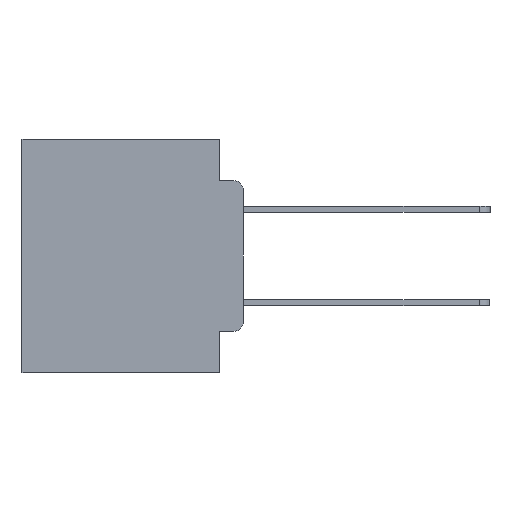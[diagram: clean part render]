
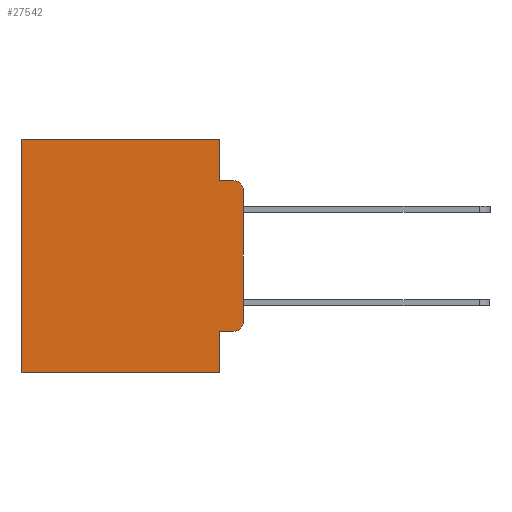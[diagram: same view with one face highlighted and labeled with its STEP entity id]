
A CAD part, left-side view. The second image highlights one B-rep face of the part: STEP entity #27542.
In plain terms, the highlighted planar face has unit normal (-1, 0, 0).
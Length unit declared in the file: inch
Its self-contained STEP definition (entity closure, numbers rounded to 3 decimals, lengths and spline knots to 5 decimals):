
#186 = DIRECTION ( 'NONE',  ( 0., 1., 0. ) ) ;
#1046 = DIRECTION ( 'NONE',  ( 0., 0., -1. ) ) ;
#1075 = DIRECTION ( 'NONE',  ( -1., 0., 0. ) ) ;
#1110 = CARTESIAN_POINT ( 'NONE',  ( 0.298, 0.02, -0.3915 ) ) ;
#1681 = EDGE_CURVE ( 'NONE', #17501, #16810, #11477, .T. ) ;
#2220 = CARTESIAN_POINT ( 'NONE',  ( 0.298, 0., -0.3915 ) ) ;
#2468 = CARTESIAN_POINT ( 'NONE',  ( 0.298, 0.051, 0. ) ) ;
#2758 = CIRCLE ( 'NONE', #22930, 0.02 ) ;
#2819 = VERTEX_POINT ( 'NONE', #17126 ) ;
#3043 = VERTEX_POINT ( 'NONE', #5592 ) ;
#3189 = EDGE_CURVE ( 'NONE', #21758, #12794, #2758, .T. ) ;
#3663 = ORIENTED_EDGE ( 'NONE', *, *, #14966, .F. ) ;
#3704 = DIRECTION ( 'NONE',  ( 0., -1., 0. ) ) ;
#4271 = LINE ( 'NONE', #19634, #15090 ) ;
#5130 = VERTEX_POINT ( 'NONE', #2468 ) ;
#5499 = CARTESIAN_POINT ( 'NONE',  ( 0.298, 0.051, -0.5 ) ) ;
#5592 = CARTESIAN_POINT ( 'NONE',  ( 0.298, 0.473, 0. ) ) ;
#5601 = EDGE_CURVE ( 'NONE', #24348, #21758, #19589, .T. ) ;
#5638 = FACE_OUTER_BOUND ( 'NONE', #24390, .T. ) ;
#6311 = CARTESIAN_POINT ( 'NONE',  ( 0.298, 0.051, -0.4115 ) ) ;
#6568 = VECTOR ( 'NONE', #3704, 39.37008 ) ;
#7096 = ORIENTED_EDGE ( 'NONE', *, *, #14450, .F. ) ;
#7449 = ORIENTED_EDGE ( 'NONE', *, *, #3189, .T. ) ;
#8535 = CARTESIAN_POINT ( 'NONE',  ( 0.298, 0.051, -0.4115 ) ) ;
#10163 = AXIS2_PLACEMENT_3D ( 'NONE', #23503, #10582, #25609 ) ;
#10322 = DIRECTION ( 'NONE',  ( 0., 1., 0. ) ) ;
#10582 = DIRECTION ( 'NONE',  ( -1., 0., 0. ) ) ;
#11127 = ORIENTED_EDGE ( 'NONE', *, *, #1681, .F. ) ;
#11477 = LINE ( 'NONE', #16724, #22977 ) ;
#12288 = LINE ( 'NONE', #16640, #6568 ) ;
#12480 = ORIENTED_EDGE ( 'NONE', *, *, #5601, .T. ) ;
#12655 = CARTESIAN_POINT ( 'NONE',  ( 0.298, 0.051, 0. ) ) ;
#12794 = VERTEX_POINT ( 'NONE', #2220 ) ;
#12855 = CARTESIAN_POINT ( 'NONE',  ( 0.298, 0., 0. ) ) ;
#13002 = VECTOR ( 'NONE', #27231, 39.37008 ) ;
#13180 = VECTOR ( 'NONE', #21235, 39.37008 ) ;
#13407 = CARTESIAN_POINT ( 'NONE',  ( 0.298, 0.02, -0.0885 ) ) ;
#13537 = DIRECTION ( 'NONE',  ( 0., 0., -1. ) ) ;
#13915 = EDGE_CURVE ( 'NONE', #2819, #19790, #12288, .T. ) ;
#14450 = EDGE_CURVE ( 'NONE', #5130, #2819, #21794, .T. ) ;
#14631 = CARTESIAN_POINT ( 'NONE',  ( 0.298, 0.02, -0.4115 ) ) ;
#14831 = DIRECTION ( 'NONE',  ( 0., 0., -1. ) ) ;
#14944 = PLANE ( 'NONE',  #16718 ) ;
#14966 = EDGE_CURVE ( 'NONE', #25486, #12794, #24451, .T. ) ;
#15032 = DIRECTION ( 'NONE',  ( 0., 0., -1. ) ) ;
#15090 = VECTOR ( 'NONE', #23866, 39.37008 ) ;
#16594 = CARTESIAN_POINT ( 'NONE',  ( 0.298, 0., 0. ) ) ;
#16640 = CARTESIAN_POINT ( 'NONE',  ( 0.298, 0.051, -0.0885 ) ) ;
#16718 = AXIS2_PLACEMENT_3D ( 'NONE', #12855, #27807, #15032 ) ;
#16724 = CARTESIAN_POINT ( 'NONE',  ( 0.298, 0., -0.5 ) ) ;
#16810 = VERTEX_POINT ( 'NONE', #22552 ) ;
#17126 = CARTESIAN_POINT ( 'NONE',  ( 0.298, 0.051, -0.0885 ) ) ;
#17501 = VERTEX_POINT ( 'NONE', #5499 ) ;
#17825 = VECTOR ( 'NONE', #13537, 39.37008 ) ;
#18839 = EDGE_CURVE ( 'NONE', #5130, #3043, #25212, .T. ) ;
#18909 = CARTESIAN_POINT ( 'NONE',  ( 0.298, 0., 0. ) ) ;
#19130 = EDGE_CURVE ( 'NONE', #3043, #16810, #24217, .T. ) ;
#19526 = VECTOR ( 'NONE', #10322, 39.37008 ) ;
#19589 = LINE ( 'NONE', #8535, #13180 ) ;
#19634 = CARTESIAN_POINT ( 'NONE',  ( 0.298, 0.051, 0. ) ) ;
#19681 = EDGE_CURVE ( 'NONE', #24348, #17501, #4271, .T. ) ;
#19790 = VERTEX_POINT ( 'NONE', #13407 ) ;
#19914 = ORIENTED_EDGE ( 'NONE', *, *, #19130, .T. ) ;
#20717 = CARTESIAN_POINT ( 'NONE',  ( 0.298, 0., -0.1085 ) ) ;
#21101 = VECTOR ( 'NONE', #14831, 39.37008 ) ;
#21235 = DIRECTION ( 'NONE',  ( 0., -1., 0. ) ) ;
#21605 = ORIENTED_EDGE ( 'NONE', *, *, #23642, .T. ) ;
#21758 = VERTEX_POINT ( 'NONE', #14631 ) ;
#21794 = LINE ( 'NONE', #12655, #21101 ) ;
#22266 = ORIENTED_EDGE ( 'NONE', *, *, #13915, .F. ) ;
#22552 = CARTESIAN_POINT ( 'NONE',  ( 0.298, 0.473, -0.5 ) ) ;
#22930 = AXIS2_PLACEMENT_3D ( 'NONE', #1110, #1075, #1046 ) ;
#22977 = VECTOR ( 'NONE', #186, 39.37008 ) ;
#23064 = CIRCLE ( 'NONE', #10163, 0.02 ) ;
#23285 = ORIENTED_EDGE ( 'NONE', *, *, #19681, .F. ) ;
#23503 = CARTESIAN_POINT ( 'NONE',  ( 0.298, 0.02, -0.1085 ) ) ;
#23642 = EDGE_CURVE ( 'NONE', #25486, #19790, #23064, .T. ) ;
#23866 = DIRECTION ( 'NONE',  ( 0., 0., -1. ) ) ;
#24217 = LINE ( 'NONE', #24252, #17825 ) ;
#24252 = CARTESIAN_POINT ( 'NONE',  ( 0.298, 0.473, 0. ) ) ;
#24272 = ORIENTED_EDGE ( 'NONE', *, *, #18839, .T. ) ;
#24348 = VERTEX_POINT ( 'NONE', #6311 ) ;
#24390 = EDGE_LOOP ( 'NONE', ( #3663, #21605, #22266, #7096, #24272, #19914, #11127, #23285, #12480, #7449 ) ) ;
#24451 = LINE ( 'NONE', #16594, #13002 ) ;
#25212 = LINE ( 'NONE', #18909, #19526 ) ;
#25486 = VERTEX_POINT ( 'NONE', #20717 ) ;
#25609 = DIRECTION ( 'NONE',  ( 0., 0., -1. ) ) ;
#27231 = DIRECTION ( 'NONE',  ( 0., 0., -1. ) ) ;
#27542 = ADVANCED_FACE ( 'NONE', ( #5638 ), #14944, .F. ) ;
#27807 = DIRECTION ( 'NONE',  ( 1., 0., 0. ) ) ;
